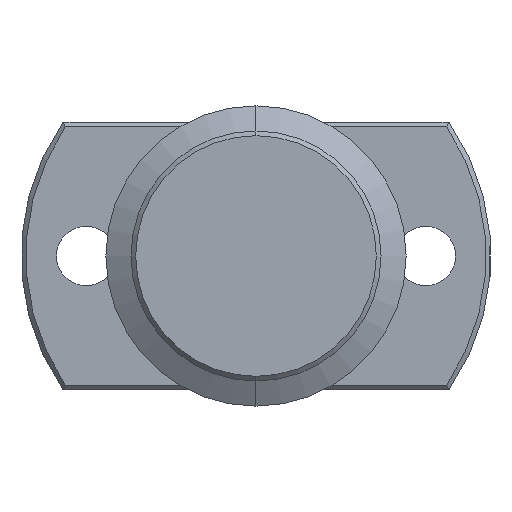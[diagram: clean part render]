
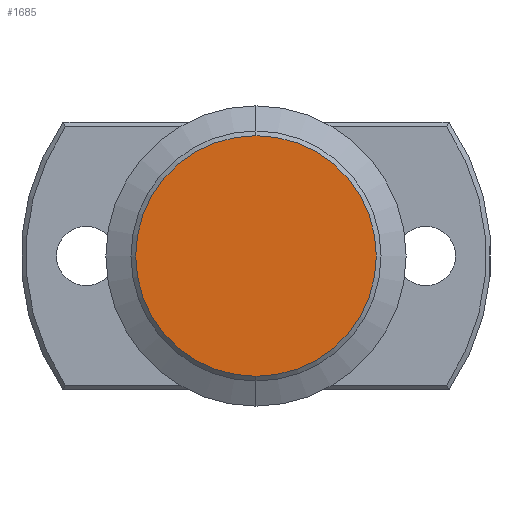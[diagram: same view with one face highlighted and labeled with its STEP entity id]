
A CAD part, left-side view. The second image highlights one B-rep face of the part: STEP entity #1685.
In plain terms, the highlighted planar face has unit normal (-1, 0, 0).
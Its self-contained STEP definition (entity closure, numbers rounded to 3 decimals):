
#47 = DIRECTION ( 'NONE',  ( 0., 0., -1. ) ) ;
#114 = CARTESIAN_POINT ( 'NONE',  ( -11.9, 0., 0. ) ) ;
#445 = PLANE ( 'NONE',  #1316 ) ;
#589 = CIRCLE ( 'NONE', #662, 2.536 ) ;
#640 = DIRECTION ( 'NONE',  ( -1., 0., 0. ) ) ;
#662 = AXIS2_PLACEMENT_3D ( 'NONE', #834, #640, #1514 ) ;
#834 = CARTESIAN_POINT ( 'NONE',  ( -11.9, 0., 0. ) ) ;
#850 = FACE_OUTER_BOUND ( 'NONE', #1583, .T. ) ;
#883 = CIRCLE ( 'NONE', #1811, 2.536 ) ;
#956 = CARTESIAN_POINT ( 'NONE',  ( -11.9, 0., 0. ) ) ;
#1053 = EDGE_CURVE ( 'NONE', #1291, #1189, #883, .T. ) ;
#1189 = VERTEX_POINT ( 'NONE', #1366 ) ;
#1255 = ORIENTED_EDGE ( 'NONE', *, *, #2110, .T. ) ;
#1291 = VERTEX_POINT ( 'NONE', #1541 ) ;
#1316 = AXIS2_PLACEMENT_3D ( 'NONE', #114, #2085, #1717 ) ;
#1366 = CARTESIAN_POINT ( 'NONE',  ( -11.9, 0., 2.536 ) ) ;
#1514 = DIRECTION ( 'NONE',  ( 0., 0., -1. ) ) ;
#1541 = CARTESIAN_POINT ( 'NONE',  ( -11.9, 0., -2.536 ) ) ;
#1583 = EDGE_LOOP ( 'NONE', ( #1608, #1255 ) ) ;
#1608 = ORIENTED_EDGE ( 'NONE', *, *, #1053, .T. ) ;
#1685 = ADVANCED_FACE ( 'NONE', ( #850 ), #445, .F. ) ;
#1717 = DIRECTION ( 'NONE',  ( 0., 0., -1. ) ) ;
#1811 = AXIS2_PLACEMENT_3D ( 'NONE', #956, #1849, #47 ) ;
#1849 = DIRECTION ( 'NONE',  ( -1., 0., 0. ) ) ;
#2085 = DIRECTION ( 'NONE',  ( 1., 0., 0. ) ) ;
#2110 = EDGE_CURVE ( 'NONE', #1189, #1291, #589, .T. ) ;
